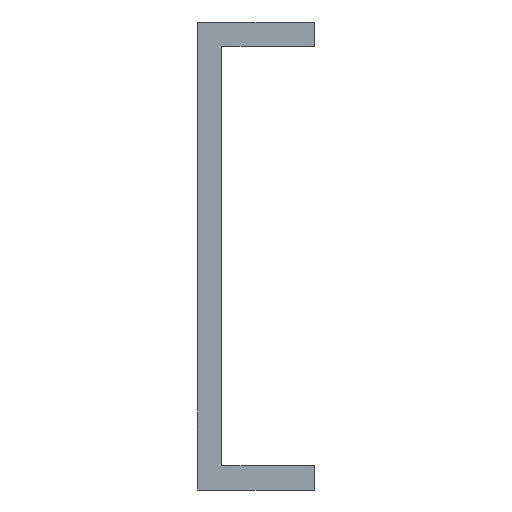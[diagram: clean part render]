
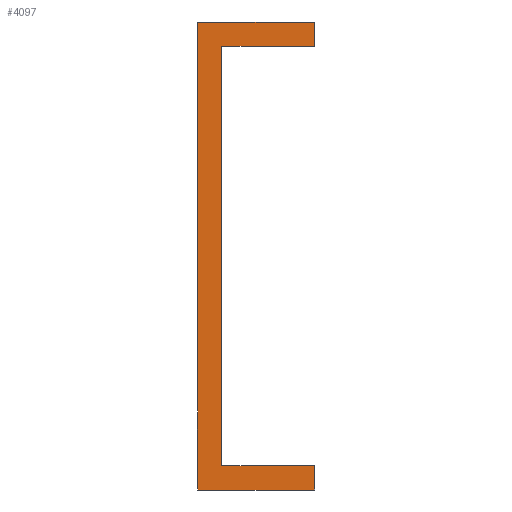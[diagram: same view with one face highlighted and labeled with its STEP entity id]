
A CAD part, front view. The second image highlights one B-rep face of the part: STEP entity #4097.
In plain terms, the highlighted planar face has unit normal (0, -1, 0).
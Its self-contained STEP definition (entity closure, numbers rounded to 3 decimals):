
#138 = CARTESIAN_POINT ( 'NONE',  ( -12., 0., -43. ) ) ;
#147 = DIRECTION ( 'NONE',  ( 0., 0., -1. ) ) ;
#489 = VERTEX_POINT ( 'NONE', #4377 ) ;
#683 = VECTOR ( 'NONE', #3618, 1000. ) ;
#721 = VECTOR ( 'NONE', #5471, 1000. ) ;
#977 = VERTEX_POINT ( 'NONE', #8615 ) ;
#1077 = CARTESIAN_POINT ( 'NONE',  ( -12., 0., -45.5 ) ) ;
#1101 = CARTESIAN_POINT ( 'NONE',  ( -12., 0., -43. ) ) ;
#1166 = VECTOR ( 'NONE', #4339, 1000. ) ;
#1445 = CARTESIAN_POINT ( 'NONE',  ( -21.5, 0., -45.5 ) ) ;
#1745 = ORIENTED_EDGE ( 'NONE', *, *, #3661, .F. ) ;
#2063 = VERTEX_POINT ( 'NONE', #8624 ) ;
#2067 = ORIENTED_EDGE ( 'NONE', *, *, #7046, .F. ) ;
#2116 = DIRECTION ( 'NONE',  ( 0., 0., -1. ) ) ;
#2121 = DIRECTION ( 'NONE',  ( 0., 0., -1. ) ) ;
#2192 = EDGE_CURVE ( 'NONE', #6294, #5609, #3345, .T. ) ;
#2298 = ORIENTED_EDGE ( 'NONE', *, *, #8498, .F. ) ;
#2512 = CARTESIAN_POINT ( 'NONE',  ( -12., 0., -43. ) ) ;
#2848 = ORIENTED_EDGE ( 'NONE', *, *, #6983, .F. ) ;
#3091 = VECTOR ( 'NONE', #3304, 1000. ) ;
#3259 = DIRECTION ( 'NONE',  ( 1., 0., 0. ) ) ;
#3304 = DIRECTION ( 'NONE',  ( -1., 0., 0. ) ) ;
#3345 = LINE ( 'NONE', #8008, #683 ) ;
#3488 = CARTESIAN_POINT ( 'NONE',  ( -12., 0., 2.5 ) ) ;
#3510 = ORIENTED_EDGE ( 'NONE', *, *, #4022, .F. ) ;
#3557 = LINE ( 'NONE', #138, #8372 ) ;
#3618 = DIRECTION ( 'NONE',  ( 0., 0., -1. ) ) ;
#3661 = EDGE_CURVE ( 'NONE', #8740, #2063, #8174, .T. ) ;
#3711 = ORIENTED_EDGE ( 'NONE', *, *, #2192, .F. ) ;
#3721 = LINE ( 'NONE', #4138, #721 ) ;
#4022 = EDGE_CURVE ( 'NONE', #9060, #977, #4068, .T. ) ;
#4068 = LINE ( 'NONE', #1445, #1166 ) ;
#4095 = CARTESIAN_POINT ( 'NONE',  ( -21.5, 0., -43. ) ) ;
#4097 = ADVANCED_FACE ( 'NONE', ( #8653 ), #8048, .T. ) ;
#4138 = CARTESIAN_POINT ( 'NONE',  ( -24., 0., -45.5 ) ) ;
#4321 = ORIENTED_EDGE ( 'NONE', *, *, #8794, .F. ) ;
#4339 = DIRECTION ( 'NONE',  ( -1., 0., 0. ) ) ;
#4370 = CARTESIAN_POINT ( 'NONE',  ( 0., 0., 0. ) ) ;
#4377 = CARTESIAN_POINT ( 'NONE',  ( -24., 0., 2.5 ) ) ;
#4537 = VECTOR ( 'NONE', #3259, 1000. ) ;
#4577 = CARTESIAN_POINT ( 'NONE',  ( -12., 0., 0. ) ) ;
#4995 = VECTOR ( 'NONE', #147, 1000. ) ;
#5051 = EDGE_CURVE ( 'NONE', #489, #8740, #8541, .T. ) ;
#5239 = LINE ( 'NONE', #2512, #4537 ) ;
#5471 = DIRECTION ( 'NONE',  ( 0., 0., 1. ) ) ;
#5609 = VERTEX_POINT ( 'NONE', #4095 ) ;
#5684 = AXIS2_PLACEMENT_3D ( 'NONE', #4370, #5882, #2121 ) ;
#5882 = DIRECTION ( 'NONE',  ( 0., -1., 0. ) ) ;
#6158 = EDGE_LOOP ( 'NONE', ( #3711, #2298, #1745, #9607, #2848, #3510, #4321, #2067 ) ) ;
#6294 = VERTEX_POINT ( 'NONE', #9546 ) ;
#6738 = VERTEX_POINT ( 'NONE', #1101 ) ;
#6983 = EDGE_CURVE ( 'NONE', #977, #489, #3721, .T. ) ;
#6990 = CARTESIAN_POINT ( 'NONE',  ( -12., 0., 0. ) ) ;
#7046 = EDGE_CURVE ( 'NONE', #5609, #6738, #5239, .T. ) ;
#7075 = LINE ( 'NONE', #6990, #3091 ) ;
#7751 = CARTESIAN_POINT ( 'NONE',  ( 24., 0., 2.5 ) ) ;
#8008 = CARTESIAN_POINT ( 'NONE',  ( -21.5, 0., 0. ) ) ;
#8048 = PLANE ( 'NONE',  #5684 ) ;
#8174 = LINE ( 'NONE', #4577, #4995 ) ;
#8372 = VECTOR ( 'NONE', #2116, 1000. ) ;
#8391 = VECTOR ( 'NONE', #9176, 1000. ) ;
#8498 = EDGE_CURVE ( 'NONE', #2063, #6294, #7075, .T. ) ;
#8541 = LINE ( 'NONE', #7751, #8391 ) ;
#8615 = CARTESIAN_POINT ( 'NONE',  ( -24., 0., -45.5 ) ) ;
#8624 = CARTESIAN_POINT ( 'NONE',  ( -12., 0., 0. ) ) ;
#8653 = FACE_OUTER_BOUND ( 'NONE', #6158, .T. ) ;
#8740 = VERTEX_POINT ( 'NONE', #3488 ) ;
#8794 = EDGE_CURVE ( 'NONE', #6738, #9060, #3557, .T. ) ;
#9060 = VERTEX_POINT ( 'NONE', #1077 ) ;
#9176 = DIRECTION ( 'NONE',  ( 1., 0., 0. ) ) ;
#9546 = CARTESIAN_POINT ( 'NONE',  ( -21.5, 0., 0. ) ) ;
#9607 = ORIENTED_EDGE ( 'NONE', *, *, #5051, .F. ) ;
